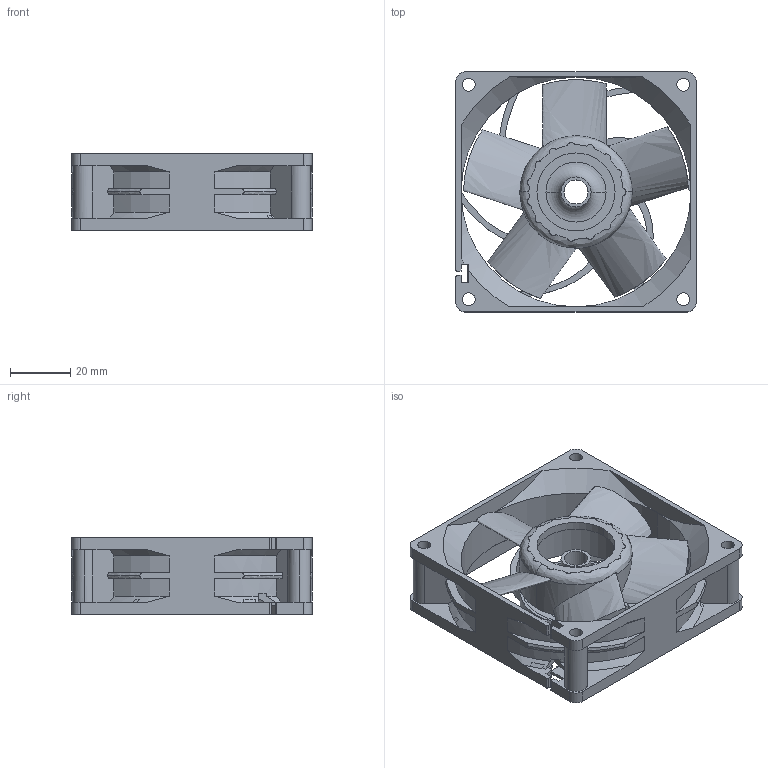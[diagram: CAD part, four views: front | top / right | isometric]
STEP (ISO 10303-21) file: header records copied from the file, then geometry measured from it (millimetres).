
FILE_DESCRIPTION (( 'STEP AP203' ), '1' );
FILE_NAME ('FFB0812XH Assembly.STEP', '2016-10-28T10:28:21', ( 'user' ), ( '' ), 'SwSTEP 2.0', 'SolidWorks 2011', '' );
FILE_SCHEMA (( 'CONFIG_CONTROL_DESIGN' ));
Length unit declared in the file: millimetre
Products named in the file (3): FFB0812XH Assembly; 4102073900; 4103120300
Assembly tree (2 placements, depth 2):
  FFB0812XH Assembly
    4103120300
    4102073900
Bounding box: 80 x 80 x 25.4 mm (x, y, z)
Volume: 36313.5 mm3; surface area: 37897.5 mm2
Topology: 3 solids, 3 shells, 269 faces, 787 edges, 521 vertices
Faces by surface type: plane 102, cylinder 93, bspline 48, cone 24, torus 2
Entity records: 13462 total; most frequent: CARTESIAN_POINT 6579, ORIENTED_EDGE 1574, DIRECTION 1127, EDGE_CURVE 787, VERTEX_POINT 521, AXIS2_PLACEMENT_3D 403, VECTOR 321, LINE 321
